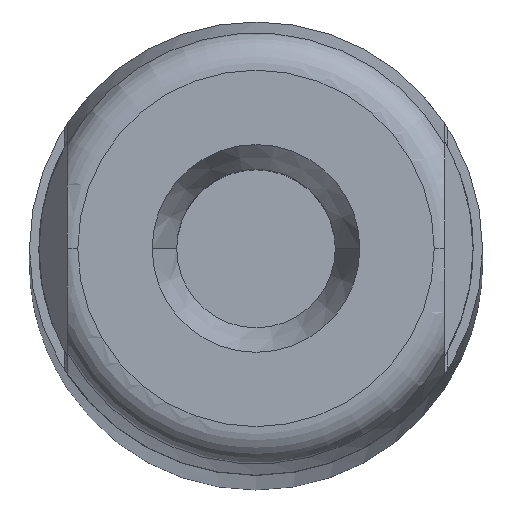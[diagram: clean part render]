
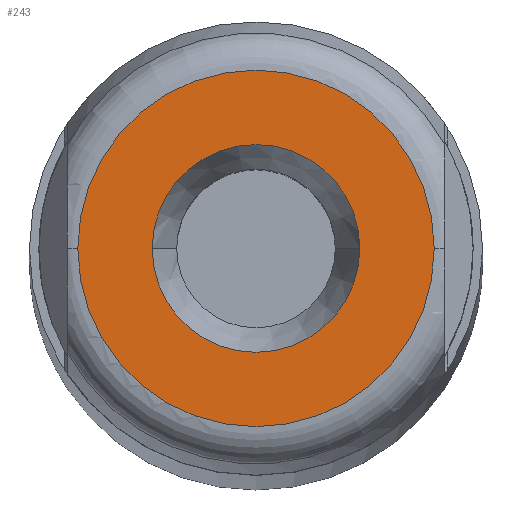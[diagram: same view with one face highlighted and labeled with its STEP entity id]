
A CAD part, top view. The second image highlights one B-rep face of the part: STEP entity #243.
In plain terms, the highlighted planar face has unit normal (0, 0, 1).
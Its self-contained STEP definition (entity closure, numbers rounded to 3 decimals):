
#51 = VERTEX_POINT ( 'NONE', #634 ) ;
#53 = EDGE_CURVE ( 'NONE', #54, #51, #628, .T. ) ;
#54 = VERTEX_POINT ( 'NONE', #623 ) ;
#184 = ORIENTED_EDGE ( 'NONE', *, *, #185, .T. ) ;
#185 = EDGE_CURVE ( 'NONE', #51, #54, #986, .T. ) ;
#201 = EDGE_LOOP ( 'NONE', ( #202, #205 ) ) ;
#202 = ORIENTED_EDGE ( 'NONE', *, *, #203, .F. ) ;
#203 = EDGE_CURVE ( 'NONE', #456, #518, #897, .T. ) ;
#205 = ORIENTED_EDGE ( 'NONE', *, *, #455, .F. ) ;
#243 = ADVANCED_FACE ( 'NONE', ( #1152, #1151 ), #1150, .F. ) ;
#273 = ORIENTED_EDGE ( 'NONE', *, *, #53, .T. ) ;
#295 = EDGE_LOOP ( 'NONE', ( #273, #184 ) ) ;
#455 = EDGE_CURVE ( 'NONE', #518, #456, #1350, .T. ) ;
#456 = VERTEX_POINT ( 'NONE', #1432 ) ;
#518 = VERTEX_POINT ( 'NONE', #1473 ) ;
#623 = CARTESIAN_POINT ( 'NONE',  ( 4.72, 0., 0. ) ) ;
#624 = DIRECTION ( 'NONE',  ( 1., 0., 0. ) ) ;
#625 = DIRECTION ( 'NONE',  ( 0., 0., 1. ) ) ;
#626 = CARTESIAN_POINT ( 'NONE',  ( 0., 0., 0. ) ) ;
#627 = AXIS2_PLACEMENT_3D ( 'NONE', #626, #625, #624 ) ;
#628 = CIRCLE ( 'NONE', #627, 4.72 ) ;
#634 = CARTESIAN_POINT ( 'NONE',  ( -4.72, 0., 0. ) ) ;
#889 = DIRECTION ( 'NONE',  ( 1., 0., 0. ) ) ;
#890 = DIRECTION ( 'NONE',  ( 0., 0., 1. ) ) ;
#891 = CARTESIAN_POINT ( 'NONE',  ( 0., 0., 0. ) ) ;
#892 = AXIS2_PLACEMENT_3D ( 'NONE', #891, #890, #889 ) ;
#897 = CIRCLE ( 'NONE', #892, 2.75 ) ;
#982 = DIRECTION ( 'NONE',  ( 1., 0., 0. ) ) ;
#983 = DIRECTION ( 'NONE',  ( 0., 0., 1. ) ) ;
#984 = CARTESIAN_POINT ( 'NONE',  ( 0., 0., 0. ) ) ;
#985 = AXIS2_PLACEMENT_3D ( 'NONE', #984, #983, #982 ) ;
#986 = CIRCLE ( 'NONE', #985, 4.72 ) ;
#1070 = DIRECTION ( 'NONE',  ( -1., 0., 0. ) ) ;
#1071 = DIRECTION ( 'NONE',  ( 0., 0., -1. ) ) ;
#1072 = CARTESIAN_POINT ( 'NONE',  ( 0., 0., 0. ) ) ;
#1073 = AXIS2_PLACEMENT_3D ( 'NONE', #1072, #1071, #1070 ) ;
#1150 = PLANE ( 'NONE',  #1073 ) ;
#1151 = FACE_OUTER_BOUND ( 'NONE', #295, .T. ) ;
#1152 = FACE_BOUND ( 'NONE', #201, .T. ) ;
#1348 = DIRECTION ( 'NONE',  ( 0., 0., 1. ) ) ;
#1349 = AXIS2_PLACEMENT_3D ( 'NONE', #1355, #1348, #1433 ) ;
#1350 = CIRCLE ( 'NONE', #1349, 2.75 ) ;
#1355 = CARTESIAN_POINT ( 'NONE',  ( 0., 0., 0. ) ) ;
#1432 = CARTESIAN_POINT ( 'NONE',  ( 2.75, 0., 0. ) ) ;
#1433 = DIRECTION ( 'NONE',  ( 1., 0., 0. ) ) ;
#1473 = CARTESIAN_POINT ( 'NONE',  ( -2.75, 0., 0. ) ) ;
